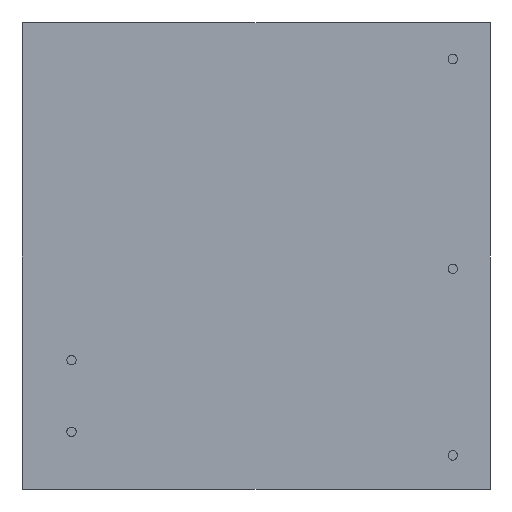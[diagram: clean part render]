
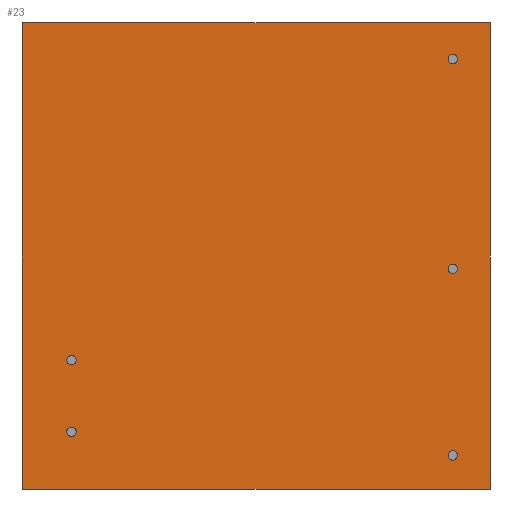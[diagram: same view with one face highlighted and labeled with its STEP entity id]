
A CAD part, front view. The second image highlights one B-rep face of the part: STEP entity #23.
In plain terms, the highlighted planar face has unit normal (0, -1, 0).
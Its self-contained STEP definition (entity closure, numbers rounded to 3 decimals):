
#2 = LINE ( 'NONE', #340, #705 ) ;
#23 = ADVANCED_FACE ( 'NONE', ( #550 ), #638, .F. ) ;
#25 = DIRECTION ( 'NONE',  ( 0., 0., -1. ) ) ;
#45 = CARTESIAN_POINT ( 'NONE',  ( -12.745, 0., 12.7 ) ) ;
#110 = AXIS2_PLACEMENT_3D ( 'NONE', #847, #712, #868 ) ;
#121 = EDGE_CURVE ( 'NONE', #293, #659, #401, .T. ) ;
#135 = DIRECTION ( 'NONE',  ( 0., 0., 1. ) ) ;
#168 = LINE ( 'NONE', #563, #362 ) ;
#188 = EDGE_CURVE ( 'NONE', #659, #415, #2, .T. ) ;
#195 = VERTEX_POINT ( 'NONE', #480 ) ;
#199 = CARTESIAN_POINT ( 'NONE',  ( -12.745, 0., -12.7 ) ) ;
#214 = CARTESIAN_POINT ( 'NONE',  ( -12.745, 0., 12.7 ) ) ;
#265 = LINE ( 'NONE', #479, #655 ) ;
#282 = ORIENTED_EDGE ( 'NONE', *, *, #188, .F. ) ;
#293 = VERTEX_POINT ( 'NONE', #199 ) ;
#340 = CARTESIAN_POINT ( 'NONE',  ( 12.745, 0., 12.7 ) ) ;
#362 = VECTOR ( 'NONE', #25, 1000. ) ;
#401 = LINE ( 'NONE', #214, #719 ) ;
#406 = DIRECTION ( 'NONE',  ( 1., 0., 0. ) ) ;
#415 = VERTEX_POINT ( 'NONE', #637 ) ;
#479 = CARTESIAN_POINT ( 'NONE',  ( 12.745, 0., -12.7 ) ) ;
#480 = CARTESIAN_POINT ( 'NONE',  ( 12.745, 0., -12.7 ) ) ;
#536 = EDGE_CURVE ( 'NONE', #195, #293, #265, .T. ) ;
#550 = FACE_OUTER_BOUND ( 'NONE', #788, .T. ) ;
#563 = CARTESIAN_POINT ( 'NONE',  ( 12.745, 0., 12.7 ) ) ;
#603 = ORIENTED_EDGE ( 'NONE', *, *, #536, .F. ) ;
#618 = DIRECTION ( 'NONE',  ( -1., 0., 0. ) ) ;
#622 = EDGE_CURVE ( 'NONE', #415, #195, #168, .T. ) ;
#637 = CARTESIAN_POINT ( 'NONE',  ( 12.745, 0., 12.7 ) ) ;
#638 = PLANE ( 'NONE',  #110 ) ;
#648 = ORIENTED_EDGE ( 'NONE', *, *, #121, .F. ) ;
#651 = ORIENTED_EDGE ( 'NONE', *, *, #622, .F. ) ;
#655 = VECTOR ( 'NONE', #618, 1000. ) ;
#659 = VERTEX_POINT ( 'NONE', #45 ) ;
#705 = VECTOR ( 'NONE', #406, 1000. ) ;
#712 = DIRECTION ( 'NONE',  ( 0., 1., 0. ) ) ;
#719 = VECTOR ( 'NONE', #135, 1000. ) ;
#788 = EDGE_LOOP ( 'NONE', ( #648, #603, #651, #282 ) ) ;
#847 = CARTESIAN_POINT ( 'NONE',  ( 0., 0., 0. ) ) ;
#868 = DIRECTION ( 'NONE',  ( 0., 0., 1. ) ) ;
